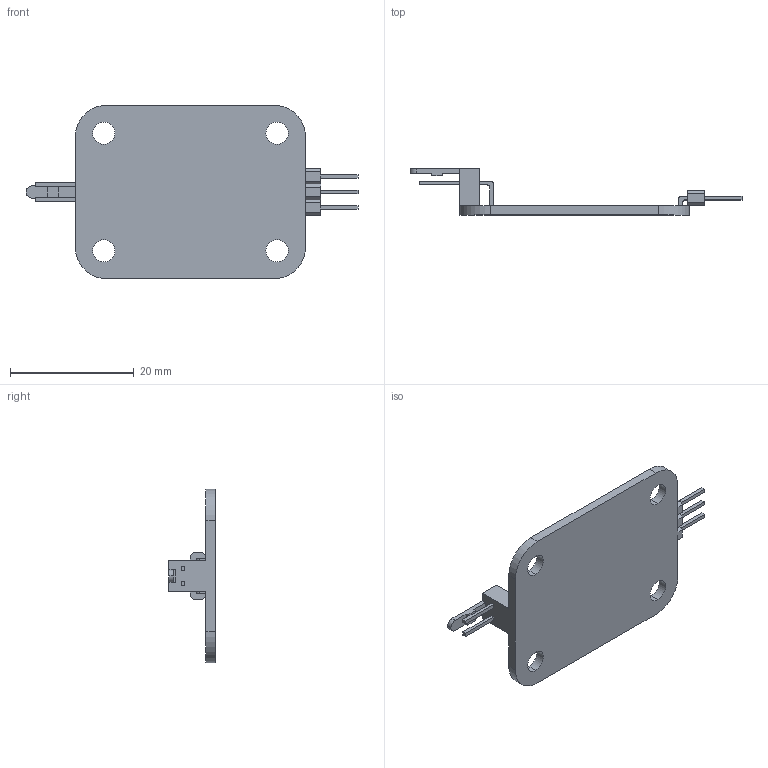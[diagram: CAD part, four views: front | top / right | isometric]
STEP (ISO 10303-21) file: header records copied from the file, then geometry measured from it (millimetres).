
FILE_DESCRIPTION (( 'STEP AP214' ), '1' );
FILE_NAME ('E3D PT100 Amplifier board.STEP', '2021-12-14T14:48:25', ( '' ), ( '' ), 'SwSTEP 2.0', 'SolidWorks 2021', '' );
FILE_SCHEMA (( 'AUTOMOTIVE_DESIGN' ));
Length unit declared in the file: millimetre
Products named in the file (1): E3D PT100 Amplifier board
Bounding box: 53.65 x 7.5 x 28 mm (x, y, z)
Volume: 1628.7 mm3; surface area: 2584.8 mm2
Topology: 1 solids, 1 shells, 126 faces, 363 edges, 240 vertices
Faces by surface type: plane 102, cylinder 24
Entity records: 5177 total; most frequent: CARTESIAN_POINT 730, ORIENTED_EDGE 726, DIRECTION 665, EDGE_CURVE 363, VECTOR 315, LINE 315, VERTEX_POINT 240, AXIS2_PLACEMENT_3D 175
